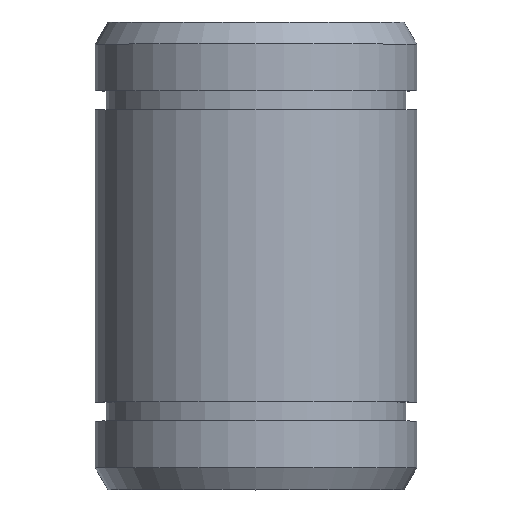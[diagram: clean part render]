
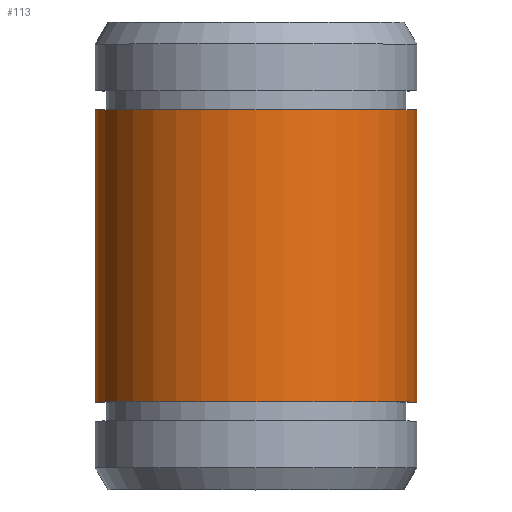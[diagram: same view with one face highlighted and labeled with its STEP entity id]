
A CAD part, top view. The second image highlights one B-rep face of the part: STEP entity #113.
In plain terms, the highlighted cylindrical face has radius 11 mm (diameter 22 mm), a partial arc.
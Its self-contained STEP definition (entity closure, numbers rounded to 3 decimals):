
#113=ADVANCED_FACE('',(#292),#293,.T.);
#292=FACE_OUTER_BOUND('',#540,.T.);
#293=CYLINDRICAL_SURFACE('',#541,11.0);
#540=EDGE_LOOP('',(#807,#808,#809,#810));
#541=AXIS2_PLACEMENT_3D('',#811,#812,#813);
#807=ORIENTED_EDGE('',*,*,#1527,.F.);
#808=ORIENTED_EDGE('',*,*,#1528,.T.);
#809=ORIENTED_EDGE('',*,*,#1529,.F.);
#810=ORIENTED_EDGE('',*,*,#1530,.T.);
#811=CARTESIAN_POINT('',(0.0,0.0,0.0));
#812=DIRECTION('',(0.0,-1.0,0.0));
#813=DIRECTION('',(1.0,0.0,0.0));
#1527=EDGE_CURVE('',#1834,#1835,#1836,.T.);
#1528=EDGE_CURVE('',#1834,#1837,#1838,.T.);
#1529=EDGE_CURVE('',#1839,#1837,#1840,.T.);
#1530=EDGE_CURVE('',#1839,#1835,#1841,.T.);
#1834=VERTEX_POINT('',#2275);
#1835=VERTEX_POINT('',#2276);
#1836=LINE('',#2277,#2278);
#1837=VERTEX_POINT('',#2279);
#1838=CIRCLE('',#2280,11.0);
#1839=VERTEX_POINT('',#2281);
#1840=LINE('',#2282,#2283);
#1841=CIRCLE('',#2284,11.0);
#2275=CARTESIAN_POINT('',(11.0,10.0,0.));
#2276=CARTESIAN_POINT('',(11.0,-10.0,0.));
#2277=CARTESIAN_POINT('',(11.0,0.0,0.));
#2278=VECTOR('',#2818,1.0);
#2279=CARTESIAN_POINT('',(-11.0,10.0,0.));
#2280=AXIS2_PLACEMENT_3D('',#2819,#2820,#2821);
#2281=CARTESIAN_POINT('',(-11.0,-10.0,0.));
#2282=CARTESIAN_POINT('',(-11.0,0.0,0.));
#2283=VECTOR('',#2822,1.0);
#2284=AXIS2_PLACEMENT_3D('',#2823,#2824,#2825);
#2818=DIRECTION('',(0.0,-1.0,0.0));
#2819=CARTESIAN_POINT('',(0.0,10.0,0.0));
#2820=DIRECTION('',(0.0,-1.0,0.0));
#2821=DIRECTION('',(1.0,0.0,0.0));
#2822=DIRECTION('',(-0.0,1.0,-0.0));
#2823=CARTESIAN_POINT('',(0.0,-10.0,0.0));
#2824=DIRECTION('',(-0.0,1.0,0.0));
#2825=DIRECTION('',(1.0,0.0,0.0));
